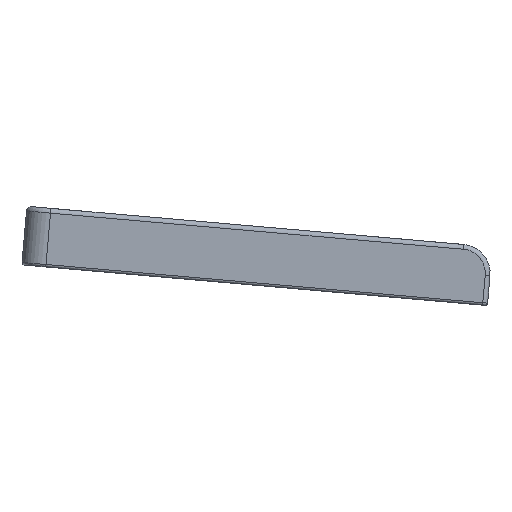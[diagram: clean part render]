
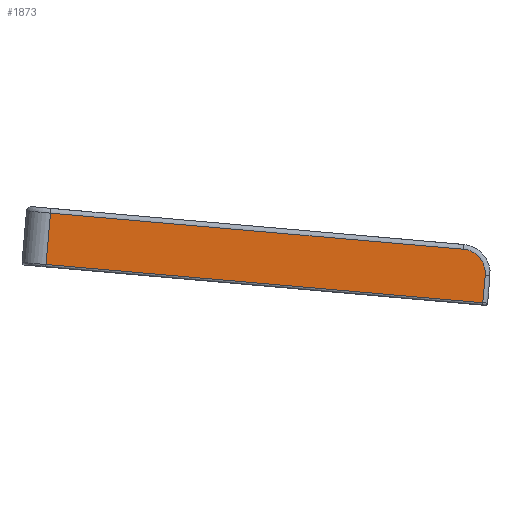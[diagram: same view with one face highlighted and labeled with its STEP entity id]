
A CAD part, left-side view. The second image highlights one B-rep face of the part: STEP entity #1873.
In plain terms, the highlighted planar face has unit normal (-1, 0, 0).
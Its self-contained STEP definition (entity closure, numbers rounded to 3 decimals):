
#31=PLANE('',#2070);
#78=LINE('',#2893,#230);
#118=LINE('',#3101,#270);
#120=LINE('',#3112,#272);
#121=LINE('',#3114,#273);
#230=VECTOR('',#2251,10.);
#270=VECTOR('',#2437,10.);
#272=VECTOR('',#2453,10.);
#273=VECTOR('',#2456,5.);
#459=FACE_OUTER_BOUND('',#578,.T.);
#578=EDGE_LOOP('',(#1418,#1419,#1420,#1421,#1422));
#741=CIRCLE('',#2066,5.);
#810=VERTEX_POINT('',#2882);
#814=VERTEX_POINT('',#2891);
#888=VERTEX_POINT('',#3091);
#890=VERTEX_POINT('',#3097);
#892=VERTEX_POINT('',#3103);
#994=EDGE_CURVE('',#814,#810,#78,.T.);
#1091=EDGE_CURVE('',#888,#890,#118,.T.);
#1094=EDGE_CURVE('',#890,#892,#741,.T.);
#1097=EDGE_CURVE('',#892,#814,#120,.T.);
#1098=EDGE_CURVE('',#810,#888,#121,.T.);
#1418=ORIENTED_EDGE('',*,*,#994,.F.);
#1419=ORIENTED_EDGE('',*,*,#1097,.F.);
#1420=ORIENTED_EDGE('',*,*,#1094,.F.);
#1421=ORIENTED_EDGE('',*,*,#1091,.F.);
#1422=ORIENTED_EDGE('',*,*,#1098,.F.);
#1873=ADVANCED_FACE('',(#459),#31,.T.);
#2066=AXIS2_PLACEMENT_3D('',#3107,#2444,#2445);
#2070=AXIS2_PLACEMENT_3D('',#3113,#2454,#2455);
#2251=DIRECTION('',(0.,0.996,0.087));
#2437=DIRECTION('',(0.,-0.996,-0.087));
#2444=DIRECTION('center_axis',(1.,0.,0.));
#2445=DIRECTION('ref_axis',(0.,-0.766,0.643));
#2453=DIRECTION('',(0.,0.087,-0.996));
#2454=DIRECTION('center_axis',(-1.,0.,0.));
#2455=DIRECTION('ref_axis',(0.,-0.996,-0.087));
#2456=DIRECTION('',(0.,-0.087,0.996));
#2882=CARTESIAN_POINT('',(-5.575,7.315,-2.435));
#2891=CARTESIAN_POINT('',(-5.575,-83.339,-10.366));
#2893=CARTESIAN_POINT('',(-5.575,-11.862,-4.112));
#3091=CARTESIAN_POINT('',(-5.575,6.382,8.225));
#3097=CARTESIAN_POINT('',(-5.575,-79.291,0.729));
#3101=CARTESIAN_POINT('',(-5.575,-12.795,6.547));
#3103=CARTESIAN_POINT('',(-5.575,-83.836,-4.688));
#3107=CARTESIAN_POINT('Origin',(-5.575,-78.855,-4.252));
#3112=CARTESIAN_POINT('',(-5.575,-83.818,-4.887));
#3113=CARTESIAN_POINT('Origin',(-5.575,11.816,3.48));
#3114=CARTESIAN_POINT('',(-5.575,6.835,3.044));
